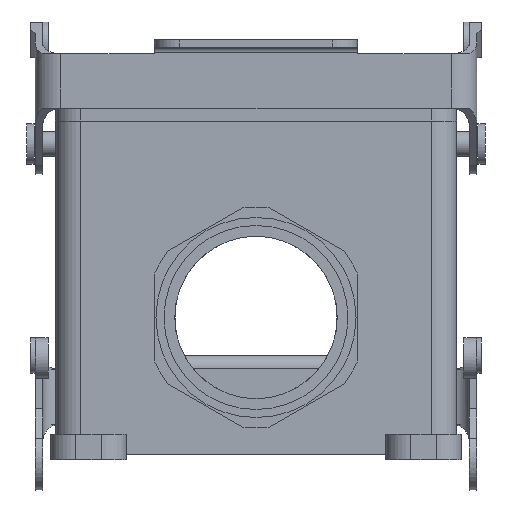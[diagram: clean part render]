
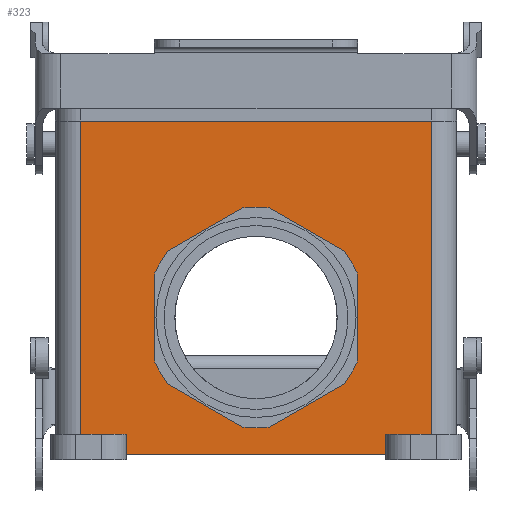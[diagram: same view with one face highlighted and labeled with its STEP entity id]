
A CAD part, left-side view. The second image highlights one B-rep face of the part: STEP entity #323.
In plain terms, the highlighted planar face has unit normal (-1, 0, 0).
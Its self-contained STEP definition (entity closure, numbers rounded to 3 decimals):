
#323 = ADVANCED_FACE( '', ( #871, #872 ), #873, .F. );
#871 = FACE_BOUND( '', #1713, .T. );
#872 = FACE_OUTER_BOUND( '', #1714, .T. );
#873 = PLANE( '', #1715 );
#1713 = EDGE_LOOP( '', ( #2650, #2651, #2652, #2653, #2654, #2655, #2656, #2657, #2658, #2659, #2660, #2661 ) );
#1714 = EDGE_LOOP( '', ( #2662, #2663, #2664, #2665, #2666, #2667, #2668, #2669 ) );
#1715 = AXIS2_PLACEMENT_3D( '', #2670, #2671, #2672 );
#2650 = ORIENTED_EDGE( '', *, *, #4865, .T. );
#2651 = ORIENTED_EDGE( '', *, *, #4866, .T. );
#2652 = ORIENTED_EDGE( '', *, *, #4867, .T. );
#2653 = ORIENTED_EDGE( '', *, *, #4830, .T. );
#2654 = ORIENTED_EDGE( '', *, *, #4868, .T. );
#2655 = ORIENTED_EDGE( '', *, *, #4869, .T. );
#2656 = ORIENTED_EDGE( '', *, *, #4870, .T. );
#2657 = ORIENTED_EDGE( '', *, *, #4871, .T. );
#2658 = ORIENTED_EDGE( '', *, *, #4835, .T. );
#2659 = ORIENTED_EDGE( '', *, *, #4872, .T. );
#2660 = ORIENTED_EDGE( '', *, *, #4873, .T. );
#2661 = ORIENTED_EDGE( '', *, *, #4874, .T. );
#2662 = ORIENTED_EDGE( '', *, *, #4875, .T. );
#2663 = ORIENTED_EDGE( '', *, *, #4876, .F. );
#2664 = ORIENTED_EDGE( '', *, *, #4877, .F. );
#2665 = ORIENTED_EDGE( '', *, *, #4878, .T. );
#2666 = ORIENTED_EDGE( '', *, *, #4848, .F. );
#2667 = ORIENTED_EDGE( '', *, *, #4879, .F. );
#2668 = ORIENTED_EDGE( '', *, *, #4880, .T. );
#2669 = ORIENTED_EDGE( '', *, *, #4881, .T. );
#2670 = CARTESIAN_POINT( '', ( -46.75, 0., 66.7 ) );
#2671 = DIRECTION( '', ( 1., 0., 0. ) );
#2672 = DIRECTION( '', ( 0., 1., 0. ) );
#4830 = EDGE_CURVE( '', #5773, #5774, #5775, .T. );
#4835 = EDGE_CURVE( '', #5782, #5783, #5784, .T. );
#4848 = EDGE_CURVE( '', #5805, #5806, #5807, .T. );
#4865 = EDGE_CURVE( '', #5838, #5839, #5840, .T. );
#4866 = EDGE_CURVE( '', #5839, #5841, #5842, .T. );
#4867 = EDGE_CURVE( '', #5841, #5773, #5843, .T. );
#4868 = EDGE_CURVE( '', #5774, #5844, #5845, .T. );
#4869 = EDGE_CURVE( '', #5844, #5846, #5847, .T. );
#4870 = EDGE_CURVE( '', #5846, #5848, #5849, .T. );
#4871 = EDGE_CURVE( '', #5848, #5782, #5850, .T. );
#4872 = EDGE_CURVE( '', #5783, #5851, #5852, .T. );
#4873 = EDGE_CURVE( '', #5851, #5853, #5854, .T. );
#4874 = EDGE_CURVE( '', #5853, #5838, #5855, .T. );
#4875 = EDGE_CURVE( '', #5856, #5857, #5858, .T. );
#4876 = EDGE_CURVE( '', #5859, #5857, #5860, .T. );
#4877 = EDGE_CURVE( '', #5861, #5859, #5862, .T. );
#4878 = EDGE_CURVE( '', #5861, #5806, #5863, .F. );
#4879 = EDGE_CURVE( '', #5864, #5805, #5865, .F. );
#4880 = EDGE_CURVE( '', #5864, #5866, #5867, .T. );
#4881 = EDGE_CURVE( '', #5866, #5856, #5868, .T. );
#5773 = VERTEX_POINT( '', #7140 );
#5774 = VERTEX_POINT( '', #7141 );
#5775 = LINE( '', #7142, #7143 );
#5782 = VERTEX_POINT( '', #7153 );
#5783 = VERTEX_POINT( '', #7154 );
#5784 = CIRCLE( '', #7155, 21.75 );
#5805 = VERTEX_POINT( '', #7180 );
#5806 = VERTEX_POINT( '', #7181 );
#5807 = LINE( '', #7182, #7183 );
#5838 = VERTEX_POINT( '', #7221 );
#5839 = VERTEX_POINT( '', #7222 );
#5840 = CIRCLE( '', #7223, 21.75 );
#5841 = VERTEX_POINT( '', #7224 );
#5842 = LINE( '', #7225, #7226 );
#5843 = CIRCLE( '', #7227, 21.75 );
#5844 = VERTEX_POINT( '', #7228 );
#5845 = CIRCLE( '', #7229, 21.75 );
#5846 = VERTEX_POINT( '', #7230 );
#5847 = LINE( '', #7231, #7232 );
#5848 = VERTEX_POINT( '', #7233 );
#5849 = CIRCLE( '', #7234, 21.75 );
#5850 = LINE( '', #7235, #7236 );
#5851 = VERTEX_POINT( '', #7237 );
#5852 = LINE( '', #7238, #7239 );
#5853 = VERTEX_POINT( '', #7240 );
#5854 = CIRCLE( '', #7241, 21.75 );
#5855 = LINE( '', #7242, #7243 );
#5856 = VERTEX_POINT( '', #7244 );
#5857 = VERTEX_POINT( '', #7245 );
#5858 = LINE( '', #7246, #7247 );
#5859 = VERTEX_POINT( '', #7248 );
#5860 = LINE( '', #7249, #7250 );
#5861 = VERTEX_POINT( '', #7251 );
#5862 = LINE( '', #7252, #7253 );
#5863 = LINE( '', #7254, #7255 );
#5864 = VERTEX_POINT( '', #7256 );
#5865 = LINE( '', #7257, #7258 );
#5866 = VERTEX_POINT( '', #7259 );
#5867 = LINE( '', #7260, #7261 );
#5868 = LINE( '', #7262, #7263 );
#7140 = CARTESIAN_POINT( '', ( -46.75, 2.598, 6.406 ) );
#7141 = CARTESIAN_POINT( '', ( -46.75, 17.402, 14.953 ) );
#7142 = CARTESIAN_POINT( '', ( -46.75, -2.99, 3.179 ) );
#7143 = VECTOR( '', #8922, 1000. );
#7153 = CARTESIAN_POINT( '', ( -46.75, 2.598, 49.594 ) );
#7154 = CARTESIAN_POINT( '', ( -46.75, -2.598, 49.594 ) );
#7155 = AXIS2_PLACEMENT_3D( '', #8926, #8927, #8928 );
#7180 = CARTESIAN_POINT( '', ( -46.75, 34.5, 66.7 ) );
#7181 = CARTESIAN_POINT( '', ( -46.75, -34.5, 66.7 ) );
#7182 = CARTESIAN_POINT( '', ( -46.75, 0., 66.7 ) );
#7183 = VECTOR( '', #8948, 1000. );
#7221 = CARTESIAN_POINT( '', ( -46.75, -20., 19.452 ) );
#7222 = CARTESIAN_POINT( '', ( -46.75, -17.402, 14.953 ) );
#7223 = AXIS2_PLACEMENT_3D( '', #8980, #8981, #8982 );
#7224 = CARTESIAN_POINT( '', ( -46.75, -2.598, 6.406 ) );
#7225 = CARTESIAN_POINT( '', ( -46.75, -22.99, 18.179 ) );
#7226 = VECTOR( '', #8983, 1000. );
#7227 = AXIS2_PLACEMENT_3D( '', #8984, #8985, #8986 );
#7228 = CARTESIAN_POINT( '', ( -46.75, 20., 19.452 ) );
#7229 = AXIS2_PLACEMENT_3D( '', #8987, #8988, #8989 );
#7230 = CARTESIAN_POINT( '', ( -46.75, 20., 36.548 ) );
#7231 = CARTESIAN_POINT( '', ( -46.75, 20., 13. ) );
#7232 = VECTOR( '', #8990, 1000. );
#7233 = CARTESIAN_POINT( '', ( -46.75, 17.402, 41.047 ) );
#7234 = AXIS2_PLACEMENT_3D( '', #8991, #8992, #8993 );
#7235 = CARTESIAN_POINT( '', ( -46.75, 22.99, 37.821 ) );
#7236 = VECTOR( '', #8994, 1000. );
#7237 = CARTESIAN_POINT( '', ( -46.75, -17.402, 41.047 ) );
#7238 = CARTESIAN_POINT( '', ( -46.75, 2.99, 52.821 ) );
#7239 = VECTOR( '', #8995, 1000. );
#7240 = CARTESIAN_POINT( '', ( -46.75, -20., 36.548 ) );
#7241 = AXIS2_PLACEMENT_3D( '', #8996, #8997, #8998 );
#7242 = CARTESIAN_POINT( '', ( -46.75, -20., 43. ) );
#7243 = VECTOR( '', #8999, 1000. );
#7244 = CARTESIAN_POINT( '', ( -46.75, 25.5, 1. ) );
#7245 = CARTESIAN_POINT( '', ( -46.75, -25.5, 1. ) );
#7246 = CARTESIAN_POINT( '', ( -46.75, -25.5, 1. ) );
#7247 = VECTOR( '', #9000, 1000. );
#7248 = CARTESIAN_POINT( '', ( -46.75, -25.5, 5. ) );
#7249 = CARTESIAN_POINT( '', ( -46.75, -25.5, 99.821 ) );
#7250 = VECTOR( '', #9001, 1000. );
#7251 = CARTESIAN_POINT( '', ( -46.75, -34.5, 5. ) );
#7252 = CARTESIAN_POINT( '', ( -46.75, -99.821, 5. ) );
#7253 = VECTOR( '', #9002, 1000. );
#7254 = CARTESIAN_POINT( '', ( -46.75, -34.5, 66.7 ) );
#7255 = VECTOR( '', #9003, 1000. );
#7256 = CARTESIAN_POINT( '', ( -46.75, 34.5, 5. ) );
#7257 = CARTESIAN_POINT( '', ( -46.75, 34.5, 66.7 ) );
#7258 = VECTOR( '', #9004, 1000. );
#7259 = CARTESIAN_POINT( '', ( -46.75, 25.5, 5. ) );
#7260 = CARTESIAN_POINT( '', ( -46.75, 99.821, 5. ) );
#7261 = VECTOR( '', #9005, 1000. );
#7262 = CARTESIAN_POINT( '', ( -46.75, 25.5, 99.821 ) );
#7263 = VECTOR( '', #9006, 1000. );
#8922 = DIRECTION( '', ( 0., 0.866, 0.5 ) );
#8926 = CARTESIAN_POINT( '', ( -46.75, 0., 28. ) );
#8927 = DIRECTION( '', ( 1., 0., 0. ) );
#8928 = DIRECTION( '', ( 0., 1., 0. ) );
#8948 = DIRECTION( '', ( 0., -1., 0. ) );
#8980 = CARTESIAN_POINT( '', ( -46.75, 0., 28. ) );
#8981 = DIRECTION( '', ( 1., 0., 0. ) );
#8982 = DIRECTION( '', ( 0., 1., 0. ) );
#8983 = DIRECTION( '', ( 0., 0.866, -0.5 ) );
#8984 = CARTESIAN_POINT( '', ( -46.75, 0., 28. ) );
#8985 = DIRECTION( '', ( 1., 0., 0. ) );
#8986 = DIRECTION( '', ( 0., 1., 0. ) );
#8987 = CARTESIAN_POINT( '', ( -46.75, 0., 28. ) );
#8988 = DIRECTION( '', ( 1., 0., 0. ) );
#8989 = DIRECTION( '', ( 0., 1., 0. ) );
#8990 = DIRECTION( '', ( 0., 0., 1. ) );
#8991 = CARTESIAN_POINT( '', ( -46.75, 0., 28. ) );
#8992 = DIRECTION( '', ( 1., 0., 0. ) );
#8993 = DIRECTION( '', ( 0., 1., 0. ) );
#8994 = DIRECTION( '', ( 0., -0.866, 0.5 ) );
#8995 = DIRECTION( '', ( 0., -0.866, -0.5 ) );
#8996 = CARTESIAN_POINT( '', ( -46.75, 0., 28. ) );
#8997 = DIRECTION( '', ( 1., 0., 0. ) );
#8998 = DIRECTION( '', ( 0., 1., 0. ) );
#8999 = DIRECTION( '', ( 0., 0., -1. ) );
#9000 = DIRECTION( '', ( 0., -1., 0. ) );
#9001 = DIRECTION( '', ( 0., 0., -1. ) );
#9002 = DIRECTION( '', ( 0., 1., 0. ) );
#9003 = DIRECTION( '', ( 0., 0., -1. ) );
#9004 = DIRECTION( '', ( 0., 0., -1. ) );
#9005 = DIRECTION( '', ( 0., -1., 0. ) );
#9006 = DIRECTION( '', ( 0., 0., -1. ) );
